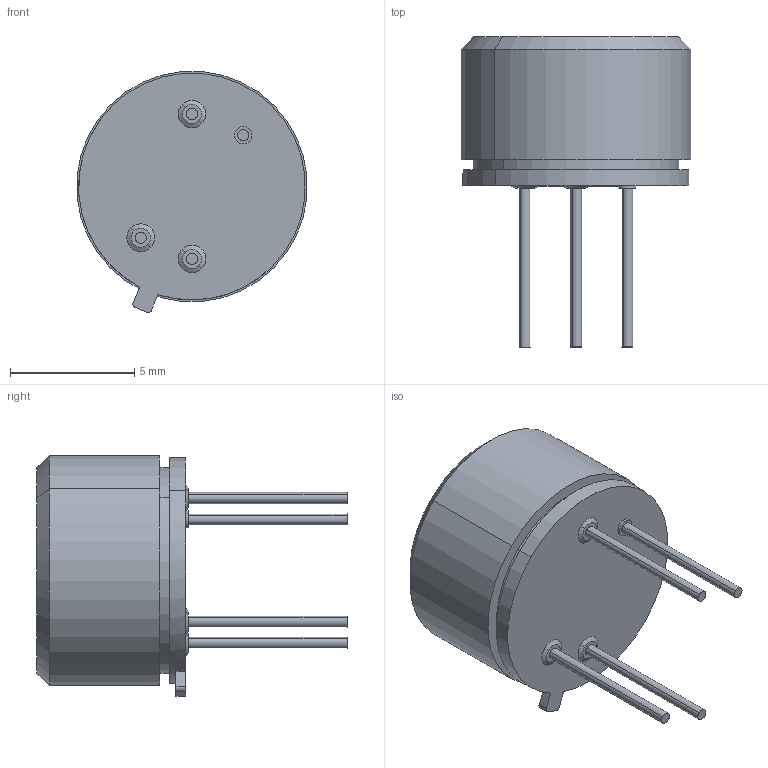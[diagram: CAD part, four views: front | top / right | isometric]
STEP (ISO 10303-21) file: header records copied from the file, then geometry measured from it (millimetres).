
FILE_DESCRIPTION (( 'STEP AP214' ), '1' );
FILE_NAME ('TO39_– FOV 110.STEP', '2024-07-17T18:02:45', ( '' ), ( '' ), 'SwSTEP 2.0', 'SolidWorks 2021', '' );
FILE_SCHEMA (( 'AUTOMOTIVE_DESIGN' ));
Length unit declared in the file: millimetre
Products named in the file (1): TO39_– FOV 110
Bounding box: 9.26 x 12.5 x 9.71 mm (x, y, z)
Volume: 391 mm3; surface area: 601.8 mm2
Topology: 9 solids, 9 shells, 60 faces, 115 edges, 76 vertices
Faces by surface type: cylinder 27, plane 25, cone 8
Entity records: 1682 total; most frequent: DIRECTION 307, CARTESIAN_POINT 252, ORIENTED_EDGE 230, AXIS2_PLACEMENT_3D 131, EDGE_CURVE 115, VERTEX_POINT 76, CIRCLE 70, EDGE_LOOP 69
